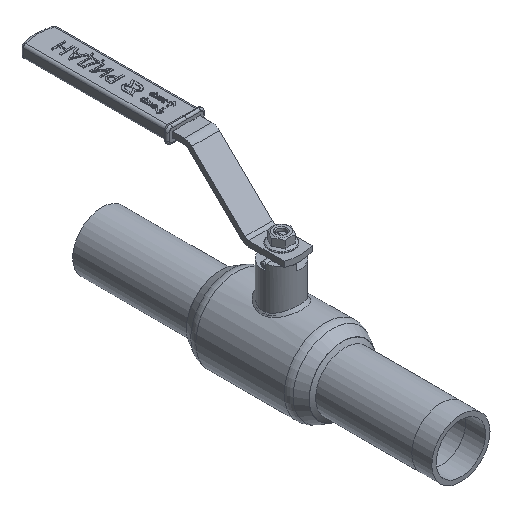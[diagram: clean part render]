
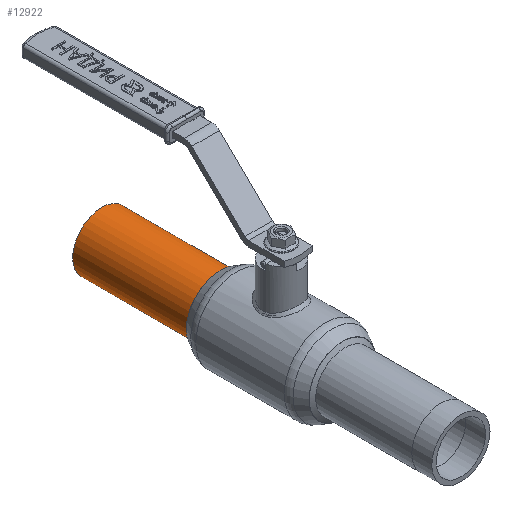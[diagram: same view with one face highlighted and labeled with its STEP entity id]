
A CAD part, isometric view. The second image highlights one B-rep face of the part: STEP entity #12922.
In plain terms, the highlighted cylindrical face has radius 21.15 mm (diameter 42.3 mm), a full revolution.
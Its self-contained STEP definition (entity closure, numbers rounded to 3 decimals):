
#12890=CARTESIAN_POINT('',(0.,-116.,0.));
#12891=DIRECTION('',(0.,-1.,0.));
#12892=DIRECTION('',(0.,0.,-1.));
#12893=AXIS2_PLACEMENT_3D('',#12890,#12891,#12892);
#12894=CYLINDRICAL_SURFACE('',#12893,21.15);
#12895=CARTESIAN_POINT('',(-0.,-116.,-21.15));
#12896=VERTEX_POINT('',#12895);
#12897=CARTESIAN_POINT('',(-0.,-20.831,-21.15));
#12898=VERTEX_POINT('',#12897);
#12899=CARTESIAN_POINT('',(0.,-116.,-21.15));
#12900=DIRECTION('',(-0.,1.,-0.));
#12901=VECTOR('',#12900,95.169);
#12902=LINE('',#12899,#12901);
#12903=EDGE_CURVE('',#12896,#12898,#12902,.T.);
#12904=ORIENTED_EDGE('',*,*,#12903,.T.);
#12905=CARTESIAN_POINT('',(0.,-20.831,0.));
#12906=DIRECTION('',(0.,-1.,0.));
#12907=DIRECTION('',(0.,0.,-1.));
#12908=AXIS2_PLACEMENT_3D('',#12905,#12906,#12907);
#12909=CIRCLE('',#12908,21.15);
#12910=EDGE_CURVE('',#12898,#12898,#12909,.T.);
#12911=ORIENTED_EDGE('',*,*,#12910,.T.);
#12912=ORIENTED_EDGE('',*,*,#12903,.F.);
#12913=CARTESIAN_POINT('',(0.,-116.,0.));
#12914=DIRECTION('',(0.,-1.,0.));
#12915=DIRECTION('',(0.,0.,-1.));
#12916=AXIS2_PLACEMENT_3D('',#12913,#12914,#12915);
#12917=CIRCLE('',#12916,21.15);
#12918=EDGE_CURVE('',#12896,#12896,#12917,.T.);
#12919=ORIENTED_EDGE('',*,*,#12918,.F.);
#12920=EDGE_LOOP('',(#12904,#12911,#12912,#12919));
#12921=FACE_BOUND('',#12920,.T.);
#12922=ADVANCED_FACE('',(#12921),#12894,.T.);
